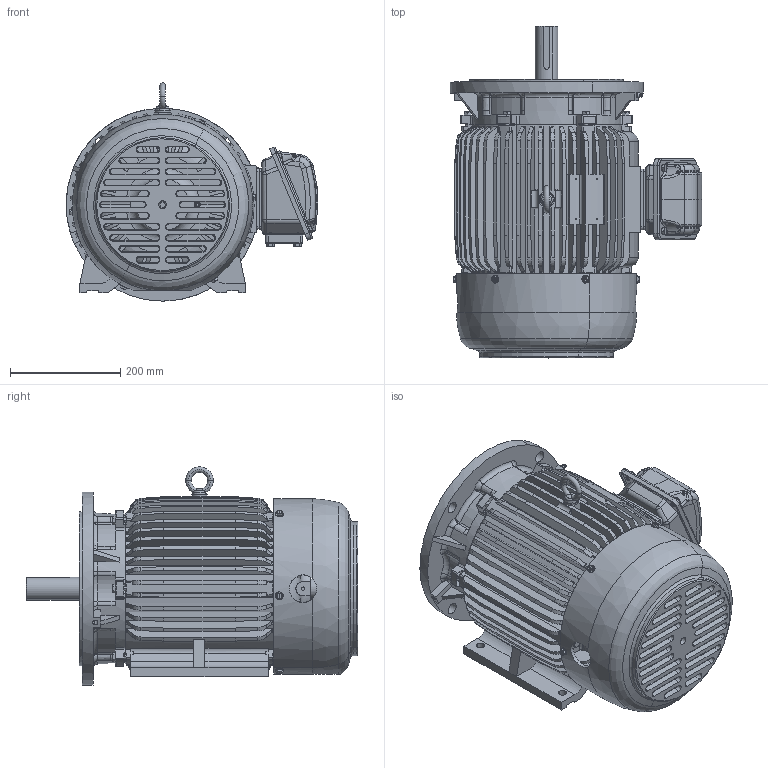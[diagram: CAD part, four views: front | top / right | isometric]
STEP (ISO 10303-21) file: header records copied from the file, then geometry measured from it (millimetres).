
FILE_DESCRIPTION(('CATIA V5 STEP Exchange'),'2;1');
FILE_NAME('254T-HV-DF_AllCATPart.stp','2012-08-29T10:07:18+00:00',('none'),('none'),'CATIA Version 5 Release 19 SP 9 (IN-10)','CATIA V5 STEP AP203','none');
FILE_SCHEMA(('CONFIG_CONTROL_DESIGN'));
Length unit declared in the file: millimetre
Products named in the file (1): 254T-HV-DF_AllCATPart
Bounding box: 456.61 x 602.1 x 396 mm (x, y, z)
Volume: 10712944.1 mm3; surface area: 2533910.3 mm2
Topology: 44 solids, 44 shells, 3517 faces, 9505 edges, 6110 vertices
Faces by surface type: plane 1132, cylinder 879, torus 658, cone 520, bspline 294, sphere 30, extrusion 4
Entity records: 127431 total; most frequent: CARTESIAN_POINT 52083, ORIENTED_EDGE 18910, DIRECTION 9925, EDGE_CURVE 9455, VERTEX_POINT 6110, AXIS2_PLACEMENT_3D 5090, EDGE_LOOP 3807, ADVANCED_FACE 3517
